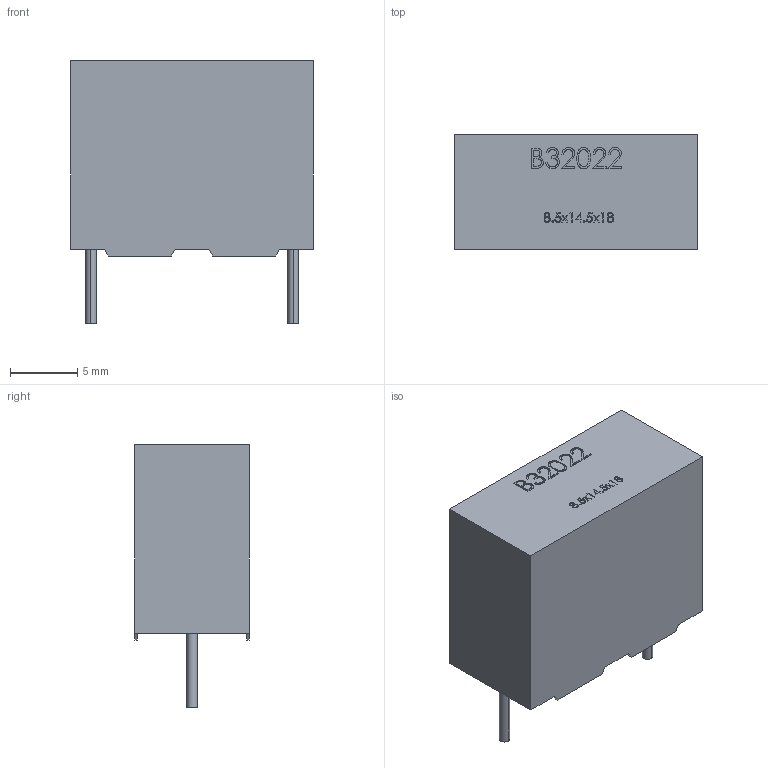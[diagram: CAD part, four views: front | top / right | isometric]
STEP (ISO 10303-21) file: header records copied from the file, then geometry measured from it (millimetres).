
FILE_DESCRIPTION (( 'STEP AP214' ), '1' );
FILE_NAME ('B32022_8.5x14.5x18.STEP', '2022-10-23T22:16:05', ( '' ), ( '' ), 'SwSTEP 2.0', 'SolidWorks 2022', '' );
FILE_SCHEMA (( 'AUTOMOTIVE_DESIGN' ));
Length unit declared in the file: millimetre
Products named in the file (1): B32022_8.5x14.5x18
Bounding box: 18 x 8.5 x 19.5 mm (x, y, z)
Volume: 2149.1 mm3; surface area: 1103.1 mm2
Topology: 1 solids, 1 shells, 252 faces, 669 edges, 446 vertices
Faces by surface type: plane 140, bspline 108, cylinder 4
Entity records: 16468 total; most frequent: CARTESIAN_POINT 8180, ORIENTED_EDGE 1338, DIRECTION 751, EDGE_CURVE 669, VERTEX_POINT 446, LINE 445, VECTOR 445, EDGE_LOOP 279
